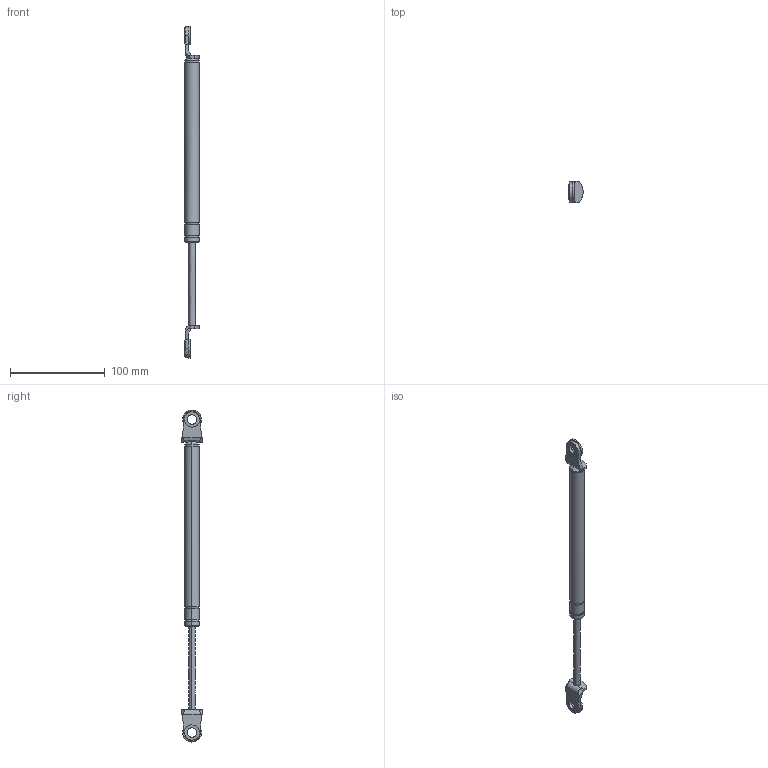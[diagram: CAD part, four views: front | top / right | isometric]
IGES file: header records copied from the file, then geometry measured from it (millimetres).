
Start section: ------------------------------------------------------------------------
Global section: file name: PC50.23628.TM_149_80_5_31847.igs; native system: spGate; preprocessor: ver16.7.1; author: Unknown; organization: Unknown; date: 201026.144725; units: millimetre
Bounding box: 15.4 x 22 x 350 mm (x, y, z)
Volume: 43048.3 mm3; surface area: 16971.6 mm2
Topology: 6 solids, 6 shells, 92 faces, 232 edges, 158 vertices
Faces by surface type: bspline 92
